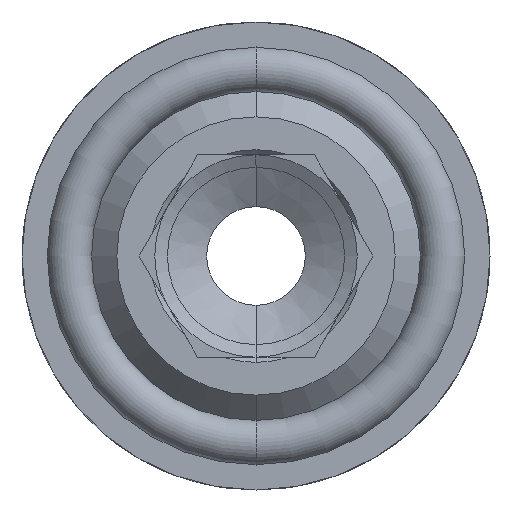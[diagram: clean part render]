
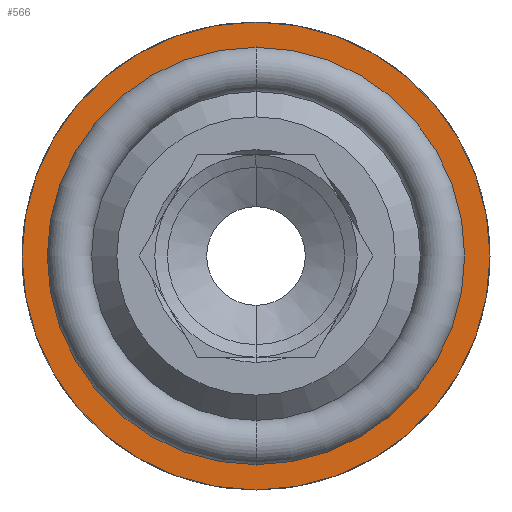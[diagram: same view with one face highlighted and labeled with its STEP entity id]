
A CAD part, front view. The second image highlights one B-rep face of the part: STEP entity #566.
In plain terms, the highlighted planar face has unit normal (0, -1, 0).
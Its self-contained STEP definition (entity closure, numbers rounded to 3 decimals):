
#168 = EDGE_CURVE ( 'NONE', #176, #177, #1034, .T. ) ;
#176 = VERTEX_POINT ( 'NONE', #1046 ) ;
#177 = VERTEX_POINT ( 'NONE', #1018 ) ;
#249 = VERTEX_POINT ( 'NONE', #1234 ) ;
#290 = EDGE_CURVE ( 'NONE', #307, #249, #1201, .T. ) ;
#307 = VERTEX_POINT ( 'NONE', #1274 ) ;
#484 = ORIENTED_EDGE ( 'NONE', *, *, #168, .F. ) ;
#485 = EDGE_LOOP ( 'NONE', ( #567, #506 ) ) ;
#505 = EDGE_CURVE ( 'NONE', #249, #307, #1720, .T. ) ;
#506 = ORIENTED_EDGE ( 'NONE', *, *, #505, .T. ) ;
#507 = EDGE_CURVE ( 'NONE', #177, #176, #1779, .T. ) ;
#566 = ADVANCED_FACE ( 'NONE', ( #1744, #1743 ), #1742, .T. ) ;
#567 = ORIENTED_EDGE ( 'NONE', *, *, #290, .T. ) ;
#569 = ORIENTED_EDGE ( 'NONE', *, *, #507, .F. ) ;
#574 = EDGE_LOOP ( 'NONE', ( #569, #484 ) ) ;
#1016 = CARTESIAN_POINT ( 'NONE',  ( 0., 8., 0. ) ) ;
#1018 = CARTESIAN_POINT ( 'NONE',  ( 0., 8., -8.25 ) ) ;
#1033 = AXIS2_PLACEMENT_3D ( 'NONE', #1016, #1067, #1049 ) ;
#1034 = CIRCLE ( 'NONE', #1033, 8.25 ) ;
#1046 = CARTESIAN_POINT ( 'NONE',  ( 0., 8., 8.25 ) ) ;
#1049 = DIRECTION ( 'NONE',  ( 0., 0., -1. ) ) ;
#1067 = DIRECTION ( 'NONE',  ( 0., -1., 0. ) ) ;
#1197 = DIRECTION ( 'NONE',  ( 0., 0., -1. ) ) ;
#1198 = DIRECTION ( 'NONE',  ( 0., -1., 0. ) ) ;
#1199 = CARTESIAN_POINT ( 'NONE',  ( 0., 8., 0. ) ) ;
#1200 = AXIS2_PLACEMENT_3D ( 'NONE', #1199, #1198, #1197 ) ;
#1201 = CIRCLE ( 'NONE', #1200, 9.25 ) ;
#1234 = CARTESIAN_POINT ( 'NONE',  ( 0., 8., 9.25 ) ) ;
#1274 = CARTESIAN_POINT ( 'NONE',  ( 0., 8., -9.25 ) ) ;
#1714 = DIRECTION ( 'NONE',  ( 0., 0., -1. ) ) ;
#1715 = DIRECTION ( 'NONE',  ( 0., -1., 0. ) ) ;
#1716 = CARTESIAN_POINT ( 'NONE',  ( 0., 8., 0. ) ) ;
#1717 = AXIS2_PLACEMENT_3D ( 'NONE', #1716, #1715, #1714 ) ;
#1720 = CIRCLE ( 'NONE', #1717, 9.25 ) ;
#1738 = DIRECTION ( 'NONE',  ( 0., 0., -1. ) ) ;
#1739 = DIRECTION ( 'NONE',  ( 0., -1., 0. ) ) ;
#1740 = CARTESIAN_POINT ( 'NONE',  ( 9.25, 8., 0. ) ) ;
#1741 = AXIS2_PLACEMENT_3D ( 'NONE', #1740, #1739, #1738 ) ;
#1742 = PLANE ( 'NONE',  #1741 ) ;
#1743 = FACE_BOUND ( 'NONE', #574, .T. ) ;
#1744 = FACE_OUTER_BOUND ( 'NONE', #485, .T. ) ;
#1775 = DIRECTION ( 'NONE',  ( 0., 0., -1. ) ) ;
#1776 = DIRECTION ( 'NONE',  ( 0., -1., 0. ) ) ;
#1777 = CARTESIAN_POINT ( 'NONE',  ( 0., 8., 0. ) ) ;
#1778 = AXIS2_PLACEMENT_3D ( 'NONE', #1777, #1776, #1775 ) ;
#1779 = CIRCLE ( 'NONE', #1778, 8.25 ) ;
